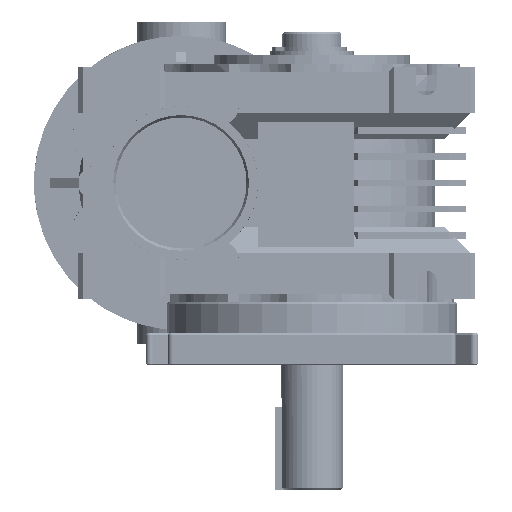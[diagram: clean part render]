
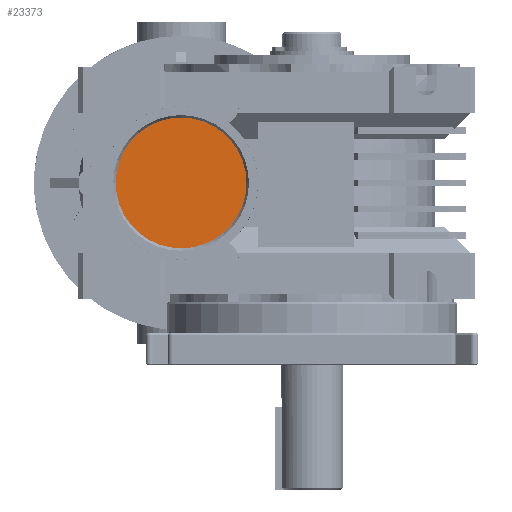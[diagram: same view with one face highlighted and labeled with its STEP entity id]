
A CAD part, left-side view. The second image highlights one B-rep face of the part: STEP entity #23373.
In plain terms, the highlighted face is planar.
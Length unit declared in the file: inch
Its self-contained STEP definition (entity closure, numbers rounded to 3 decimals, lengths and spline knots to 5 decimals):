
#1818 = VERTEX_POINT ( 'NONE', #49340 ) ;
#5164 = DIRECTION ( 'NONE',  ( 0., 0., -1. ) ) ;
#11374 = ORIENTED_EDGE ( 'NONE', *, *, #69379, .F. ) ;
#14503 = CIRCLE ( 'NONE', #44639, 0.7874 ) ;
#19533 = CARTESIAN_POINT ( 'NONE',  ( 0.7874, 1.91732, 1.5748 ) ) ;
#21300 = AXIS2_PLACEMENT_3D ( 'NONE', #19533, #67577, #103654 ) ;
#23373 = ADVANCED_FACE ( 'NONE', ( #53446 ), #31418, .T. ) ;
#27523 = DIRECTION ( 'NONE',  ( 0., 0., -1. ) ) ;
#28114 = CARTESIAN_POINT ( 'NONE',  ( 0., 1.91732, 1.5748 ) ) ;
#31418 = PLANE ( 'NONE',  #21300 ) ;
#44639 = AXIS2_PLACEMENT_3D ( 'NONE', #66043, #54223, #27523 ) ;
#49340 = CARTESIAN_POINT ( 'NONE',  ( 0., 1.91732, 0.7874 ) ) ;
#53446 = FACE_OUTER_BOUND ( 'NONE', #59075, .T. ) ;
#54223 = DIRECTION ( 'NONE',  ( 0., -1., 0. ) ) ;
#59075 = EDGE_LOOP ( 'NONE', ( #11374, #59514 ) ) ;
#59514 = ORIENTED_EDGE ( 'NONE', *, *, #69030, .F. ) ;
#65866 = DIRECTION ( 'NONE',  ( 0., -1., 0. ) ) ;
#66043 = CARTESIAN_POINT ( 'NONE',  ( 0., 1.91732, 1.5748 ) ) ;
#67577 = DIRECTION ( 'NONE',  ( 0., 1., 0. ) ) ;
#69030 = EDGE_CURVE ( 'NONE', #69849, #1818, #14503, .T. ) ;
#69379 = EDGE_CURVE ( 'NONE', #1818, #69849, #125218, .T. ) ;
#69849 = VERTEX_POINT ( 'NONE', #95229 ) ;
#95229 = CARTESIAN_POINT ( 'NONE',  ( 0., 1.91732, 2.3622 ) ) ;
#102499 = AXIS2_PLACEMENT_3D ( 'NONE', #28114, #65866, #5164 ) ;
#103654 = DIRECTION ( 'NONE',  ( 0., 0., 1. ) ) ;
#125218 = CIRCLE ( 'NONE', #102499, 0.7874 ) ;
